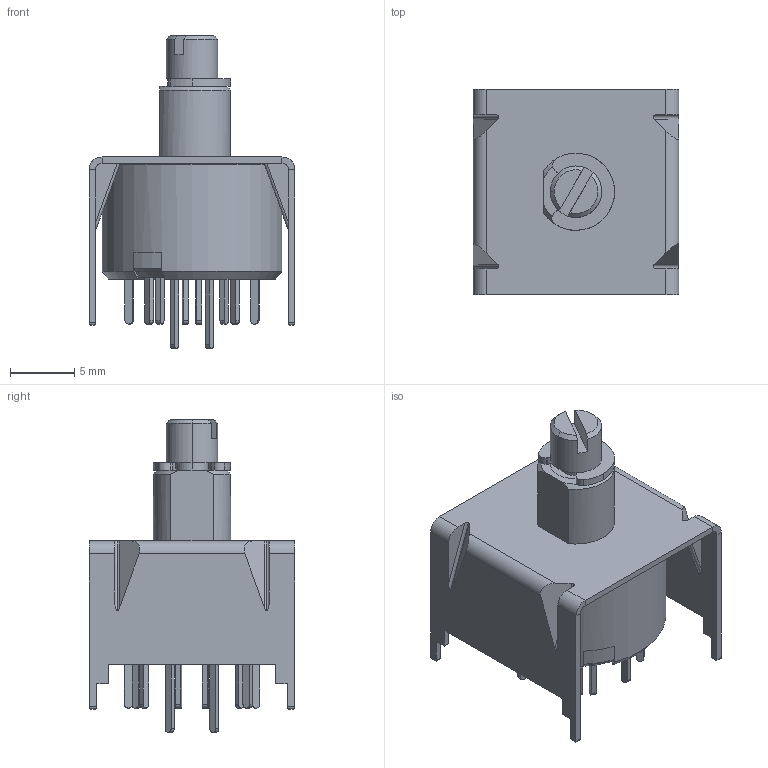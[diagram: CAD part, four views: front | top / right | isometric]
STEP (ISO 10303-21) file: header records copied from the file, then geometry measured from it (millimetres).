
FILE_DESCRIPTION (( 'STEP AP203' ), '1' );
FILE_NAME ('4ﾏ2ﾍ 21 IP40-0.STEP', '2020-09-03T00:17:26', ( '' ), ( '' ), 'SwSTEP 2.0', 'SolidWorks 2017', '' );
FILE_SCHEMA (( 'CONFIG_CONTROL_DESIGN' ));
Length unit declared in the file: millimetre
Products named in the file (22): ÌÏÍ3 10Ï âûâîä-oa7; ÌÏÍ3 Êîíòàêò íà 180; ÌÏÍ3 10Ï îñíîâàíèå; 扻錪犩 諘瀁謺鍷; �����_4�2�; ﾔﾈﾌﾄ.745328.001 ﾊ煇鳫; ÌÏÍ3 Ïðóæèíêà Ô ïðÿìàÿ; 扻豵鵨; 櫻蠉錪2; 匀棠.754175.002 暑朦鲱 箫腩蝽栩咫铄; ÔÈÌÄ-Ý.18.27 Óçåë ôèêñàöèè; ﾔﾈﾌﾄ-ﾝ.18.34 ﾂ琿_21; ÌÏÍ3 ðîòîð 4Í; 4ﾏ2ﾍ 21 IP40-0
Assembly tree (20 placements, depth 3):
  ÌÏÍ3 Ïðóæèíêà Ô ïðÿìàÿ
  ÌÏÍ3 ðîòîð 4Í
  4ﾏ2ﾍ 21 IP40-0
    ÔÈÌÄ-Ý.18.27 Óçåë ôèêñàöèè
      扻豵鵨
      扻錪犩 諘瀁謺鍷
      匀棠.754175.002 暑朦鲱 箫腩蝽栩咫铄  x2
    �����_4�2�
      ÌÏÍ3 Êîíòàêò íà 180
      ÌÏÍ3 10Ï âûâîä-oa7
      ÌÏÍ3 10Ï îñíîâàíèå
      ÌÏÍ3 Êîíòàêò íà 180
      ÌÏÍ3 10Ï âûâîä-oa7
      ÌÏÍ3 10Ï âûâîä-oa7
      ÌÏÍ3 10Ï âûâîä-oa7
      ÌÏÍ3 10Ï âûâîä-oa7
      ÌÏÍ3 10Ï âûâîä-oa7
      ÌÏÍ3 10Ï âûâîä-oa7
      ÌÏÍ3 10Ï âûâîä-oa7
      櫻蠉錪2
    ﾔﾈﾌﾄ-ﾝ.18.34 ﾂ琿_21
    ﾔﾈﾌﾄ.745328.001 ﾊ煇鳫
Bounding box: 16 x 16 x 24.35 mm (x, y, z)
Volume: 1236.3 mm3; surface area: 3642.1 mm2
Topology: 18 solids, 18 shells, 394 faces, 959 edges, 621 vertices
Faces by surface type: plane 220, cylinder 122, bspline 32, cone 20
Entity records: 14119 total; most frequent: CARTESIAN_POINT 2785, ORIENTED_EDGE 1902, DIRECTION 1825, EDGE_CURVE 951, VERTEX_POINT 617, VECTOR 615, LINE 615, AXIS2_PLACEMENT_3D 605
